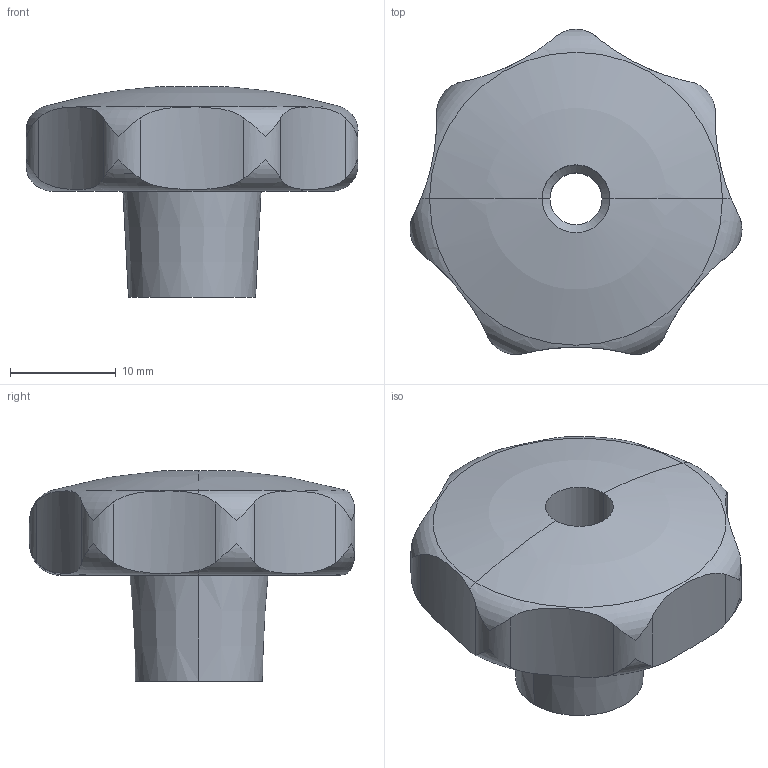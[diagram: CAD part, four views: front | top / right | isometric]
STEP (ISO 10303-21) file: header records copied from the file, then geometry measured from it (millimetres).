
FILE_DESCRIPTION(('STEP AP214'),'1');
FILE_NAME(' ',' ',('TraceParts'),('TraceParts S.A.'),'XStep 1.0',' ',' ');
FILE_SCHEMA(('automotive_design'));
Length unit declared in the file: millimetre
Products named in the file (1): 1
Bounding box: 31.35 x 30.71 x 19.9 mm (x, y, z)
Volume: 6784.8 mm3; surface area: 2761.1 mm2
Topology: 1 solids, 1 shells, 33 faces, 95 edges, 64 vertices
Faces by surface type: cylinder 19, cone 6, torus 4, sphere 2, plane 2
Entity records: 2534 total; most frequent: CARTESIAN_POINT 643, STYLED_ITEM 193, PRESENTATION_STYLE_ASSIGNMENT 193, COLOUR_RGB 193, ORIENTED_EDGE 190, DIRECTION 141, EDGE_CURVE 95, CURVE_STYLE 95
